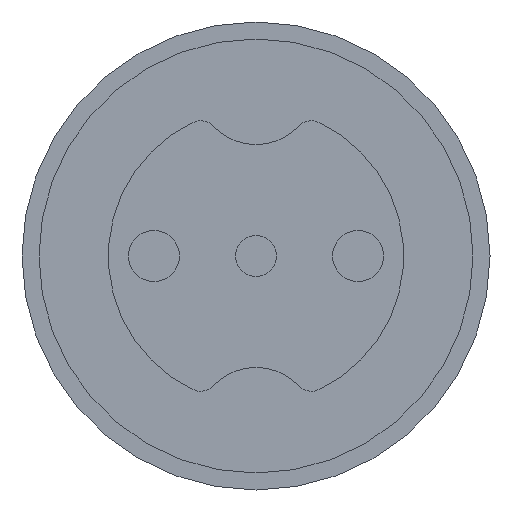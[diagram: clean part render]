
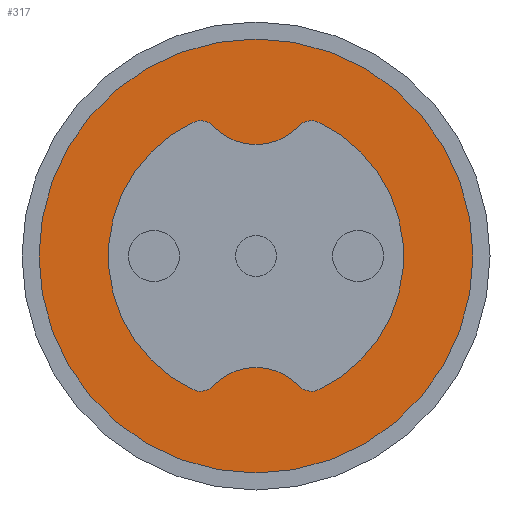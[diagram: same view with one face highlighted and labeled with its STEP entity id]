
A CAD part, front view. The second image highlights one B-rep face of the part: STEP entity #317.
In plain terms, the highlighted planar face has unit normal (0, -1, 0).
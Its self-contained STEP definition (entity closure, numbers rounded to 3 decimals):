
#13 = DIRECTION ( 'NONE',  ( 0., -1., 0. ) ) ;
#18 = CARTESIAN_POINT ( 'NONE',  ( 6.513, 4.6, -13.789 ) ) ;
#22 = CARTESIAN_POINT ( 'NONE',  ( 0., 4.6, 0. ) ) ;
#27 = DIRECTION ( 'NONE',  ( 0., 0., -1. ) ) ;
#33 = DIRECTION ( 'NONE',  ( 0., -1., 0. ) ) ;
#44 = VERTEX_POINT ( 'NONE', #662 ) ;
#52 = EDGE_CURVE ( 'NONE', #338, #420, #885, .T. ) ;
#61 = CIRCLE ( 'NONE', #229, 2.1 ) ;
#62 = CIRCLE ( 'NONE', #815, 6.9 ) ;
#63 = AXIS2_PLACEMENT_3D ( 'NONE', #542, #761, #27 ) ;
#69 = DIRECTION ( 'NONE',  ( 0., -1., 0. ) ) ;
#73 = ORIENTED_EDGE ( 'NONE', *, *, #299, .F. ) ;
#77 = CIRCLE ( 'NONE', #887, 25.5 ) ;
#90 = DIRECTION ( 'NONE',  ( 0., -1., 0. ) ) ;
#101 = CIRCLE ( 'NONE', #781, 2.1 ) ;
#108 = CARTESIAN_POINT ( 'NONE',  ( 0., 4.6, 25.5 ) ) ;
#112 = VERTEX_POINT ( 'NONE', #133 ) ;
#132 = ORIENTED_EDGE ( 'NONE', *, *, #677, .T. ) ;
#133 = CARTESIAN_POINT ( 'NONE',  ( 0., 4.6, -25.5 ) ) ;
#162 = EDGE_CURVE ( 'NONE', #589, #726, #101, .T. ) ;
#167 = CIRCLE ( 'NONE', #483, 2.1 ) ;
#169 = DIRECTION ( 'NONE',  ( 0., 0., -1. ) ) ;
#171 = DIRECTION ( 'NONE',  ( 0., 0., 1. ) ) ;
#187 = EDGE_CURVE ( 'NONE', #293, #427, #62, .T. ) ;
#188 = CARTESIAN_POINT ( 'NONE',  ( 6.513, 4.6, -15.889 ) ) ;
#193 = EDGE_LOOP ( 'NONE', ( #486, #73, #434, #554, #633, #795, #382, #313, #960, #862, #957 ) ) ;
#201 = AXIS2_PLACEMENT_3D ( 'NONE', #18, #321, #171 ) ;
#203 = CARTESIAN_POINT ( 'NONE',  ( -6.513, 4.6, 13.789 ) ) ;
#209 = EDGE_CURVE ( 'NONE', #726, #917, #849, .T. ) ;
#211 = DIRECTION ( 'NONE',  ( 0., 0., -1. ) ) ;
#223 = DIRECTION ( 'NONE',  ( 0., -1., 0. ) ) ;
#229 = AXIS2_PLACEMENT_3D ( 'NONE', #832, #822, #751 ) ;
#233 = DIRECTION ( 'NONE',  ( 0., 1., 0. ) ) ;
#240 = CARTESIAN_POINT ( 'NONE',  ( 4.994, 4.6, 15.238 ) ) ;
#250 = DIRECTION ( 'NONE',  ( 0., -1., 0. ) ) ;
#264 = EDGE_CURVE ( 'NONE', #917, #967, #741, .T. ) ;
#278 = FACE_OUTER_BOUND ( 'NONE', #953, .T. ) ;
#280 = AXIS2_PLACEMENT_3D ( 'NONE', #203, #553, #945 ) ;
#293 = VERTEX_POINT ( 'NONE', #240 ) ;
#299 = EDGE_CURVE ( 'NONE', #427, #44, #615, .T. ) ;
#305 = DIRECTION ( 'NONE',  ( 0., -1., 0. ) ) ;
#307 = CARTESIAN_POINT ( 'NONE',  ( -6.513, 4.6, -13.789 ) ) ;
#310 = EDGE_CURVE ( 'NONE', #967, #293, #167, .T. ) ;
#313 = ORIENTED_EDGE ( 'NONE', *, *, #443, .F. ) ;
#317 = ADVANCED_FACE ( 'NONE', ( #278, #344 ), #709, .T. ) ;
#321 = DIRECTION ( 'NONE',  ( 0., -1., 0. ) ) ;
#323 = CARTESIAN_POINT ( 'NONE',  ( 7.41, 4.6, 15.688 ) ) ;
#337 = EDGE_CURVE ( 'NONE', #44, #804, #387, .T. ) ;
#338 = VERTEX_POINT ( 'NONE', #572 ) ;
#344 = FACE_BOUND ( 'NONE', #193, .T. ) ;
#357 = CARTESIAN_POINT ( 'NONE',  ( 0., 4.6, 0. ) ) ;
#376 = CARTESIAN_POINT ( 'NONE',  ( 0., 4.6, -20. ) ) ;
#382 = ORIENTED_EDGE ( 'NONE', *, *, #162, .F. ) ;
#387 = CIRCLE ( 'NONE', #280, 2.1 ) ;
#405 = CARTESIAN_POINT ( 'NONE',  ( -7.41, 4.6, 15.688 ) ) ;
#415 = VERTEX_POINT ( 'NONE', #108 ) ;
#420 = VERTEX_POINT ( 'NONE', #951 ) ;
#427 = VERTEX_POINT ( 'NONE', #712 ) ;
#428 = VERTEX_POINT ( 'NONE', #789 ) ;
#434 = ORIENTED_EDGE ( 'NONE', *, *, #187, .F. ) ;
#439 = CARTESIAN_POINT ( 'NONE',  ( 6.513, 4.6, -13.789 ) ) ;
#443 = EDGE_CURVE ( 'NONE', #428, #589, #865, .T. ) ;
#459 = CARTESIAN_POINT ( 'NONE',  ( 6.513, 4.6, 13.789 ) ) ;
#483 = AXIS2_PLACEMENT_3D ( 'NONE', #459, #13, #495 ) ;
#485 = AXIS2_PLACEMENT_3D ( 'NONE', #533, #90, #169 ) ;
#486 = ORIENTED_EDGE ( 'NONE', *, *, #337, .F. ) ;
#490 = CARTESIAN_POINT ( 'NONE',  ( 7.41, 4.6, -15.688 ) ) ;
#495 = DIRECTION ( 'NONE',  ( 0., 0., -1. ) ) ;
#520 = DIRECTION ( 'NONE',  ( 0., 0., -1. ) ) ;
#527 = EDGE_CURVE ( 'NONE', #415, #112, #77, .T. ) ;
#533 = CARTESIAN_POINT ( 'NONE',  ( 0., 4.6, 0. ) ) ;
#534 = DIRECTION ( 'NONE',  ( 0., 0., -1. ) ) ;
#540 = EDGE_CURVE ( 'NONE', #804, #338, #626, .T. ) ;
#542 = CARTESIAN_POINT ( 'NONE',  ( 0., 4.6, 20. ) ) ;
#553 = DIRECTION ( 'NONE',  ( 0., -1., 0. ) ) ;
#554 = ORIENTED_EDGE ( 'NONE', *, *, #310, .F. ) ;
#570 = EDGE_CURVE ( 'NONE', #420, #428, #61, .T. ) ;
#572 = CARTESIAN_POINT ( 'NONE',  ( -7.41, 4.6, -15.688 ) ) ;
#589 = VERTEX_POINT ( 'NONE', #596 ) ;
#591 = DIRECTION ( 'NONE',  ( 0., 1., 0. ) ) ;
#596 = CARTESIAN_POINT ( 'NONE',  ( 4.994, 4.6, -15.238 ) ) ;
#605 = CARTESIAN_POINT ( 'NONE',  ( 0., 4.6, 0. ) ) ;
#615 = CIRCLE ( 'NONE', #63, 6.9 ) ;
#626 = CIRCLE ( 'NONE', #784, 17.35 ) ;
#633 = ORIENTED_EDGE ( 'NONE', *, *, #264, .F. ) ;
#636 = DIRECTION ( 'NONE',  ( 0., 0., -1. ) ) ;
#662 = CARTESIAN_POINT ( 'NONE',  ( -4.994, 4.6, 15.238 ) ) ;
#671 = DIRECTION ( 'NONE',  ( 0., 0., 1. ) ) ;
#677 = EDGE_CURVE ( 'NONE', #112, #415, #847, .T. ) ;
#688 = AXIS2_PLACEMENT_3D ( 'NONE', #307, #223, #520 ) ;
#693 = CARTESIAN_POINT ( 'NONE',  ( 0., 4.6, 20. ) ) ;
#704 = AXIS2_PLACEMENT_3D ( 'NONE', #357, #33, #636 ) ;
#707 = AXIS2_PLACEMENT_3D ( 'NONE', #22, #250, #925 ) ;
#709 = PLANE ( 'NONE',  #704 ) ;
#712 = CARTESIAN_POINT ( 'NONE',  ( 0., 4.6, 13.1 ) ) ;
#713 = ORIENTED_EDGE ( 'NONE', *, *, #527, .T. ) ;
#726 = VERTEX_POINT ( 'NONE', #188 ) ;
#741 = CIRCLE ( 'NONE', #707, 17.35 ) ;
#751 = DIRECTION ( 'NONE',  ( 0., 0., -1. ) ) ;
#761 = DIRECTION ( 'NONE',  ( 0., 1., 0. ) ) ;
#781 = AXIS2_PLACEMENT_3D ( 'NONE', #439, #69, #671 ) ;
#784 = AXIS2_PLACEMENT_3D ( 'NONE', #975, #893, #211 ) ;
#789 = CARTESIAN_POINT ( 'NONE',  ( -4.994, 4.6, -15.238 ) ) ;
#795 = ORIENTED_EDGE ( 'NONE', *, *, #209, .F. ) ;
#804 = VERTEX_POINT ( 'NONE', #405 ) ;
#815 = AXIS2_PLACEMENT_3D ( 'NONE', #693, #233, #534 ) ;
#822 = DIRECTION ( 'NONE',  ( 0., -1., 0. ) ) ;
#832 = CARTESIAN_POINT ( 'NONE',  ( -6.513, 4.6, -13.789 ) ) ;
#847 = CIRCLE ( 'NONE', #485, 25.5 ) ;
#849 = CIRCLE ( 'NONE', #201, 2.1 ) ;
#862 = ORIENTED_EDGE ( 'NONE', *, *, #52, .F. ) ;
#865 = CIRCLE ( 'NONE', #932, 6.9 ) ;
#885 = CIRCLE ( 'NONE', #688, 2.1 ) ;
#887 = AXIS2_PLACEMENT_3D ( 'NONE', #605, #305, #907 ) ;
#893 = DIRECTION ( 'NONE',  ( 0., -1., 0. ) ) ;
#904 = DIRECTION ( 'NONE',  ( 0., 0., 1. ) ) ;
#907 = DIRECTION ( 'NONE',  ( 0., 0., -1. ) ) ;
#917 = VERTEX_POINT ( 'NONE', #490 ) ;
#925 = DIRECTION ( 'NONE',  ( 0., 0., -1. ) ) ;
#932 = AXIS2_PLACEMENT_3D ( 'NONE', #376, #591, #904 ) ;
#945 = DIRECTION ( 'NONE',  ( 0., 0., -1. ) ) ;
#951 = CARTESIAN_POINT ( 'NONE',  ( -6.513, 4.6, -15.889 ) ) ;
#953 = EDGE_LOOP ( 'NONE', ( #132, #713 ) ) ;
#957 = ORIENTED_EDGE ( 'NONE', *, *, #540, .F. ) ;
#960 = ORIENTED_EDGE ( 'NONE', *, *, #570, .F. ) ;
#967 = VERTEX_POINT ( 'NONE', #323 ) ;
#975 = CARTESIAN_POINT ( 'NONE',  ( 0., 4.6, 0. ) ) ;
